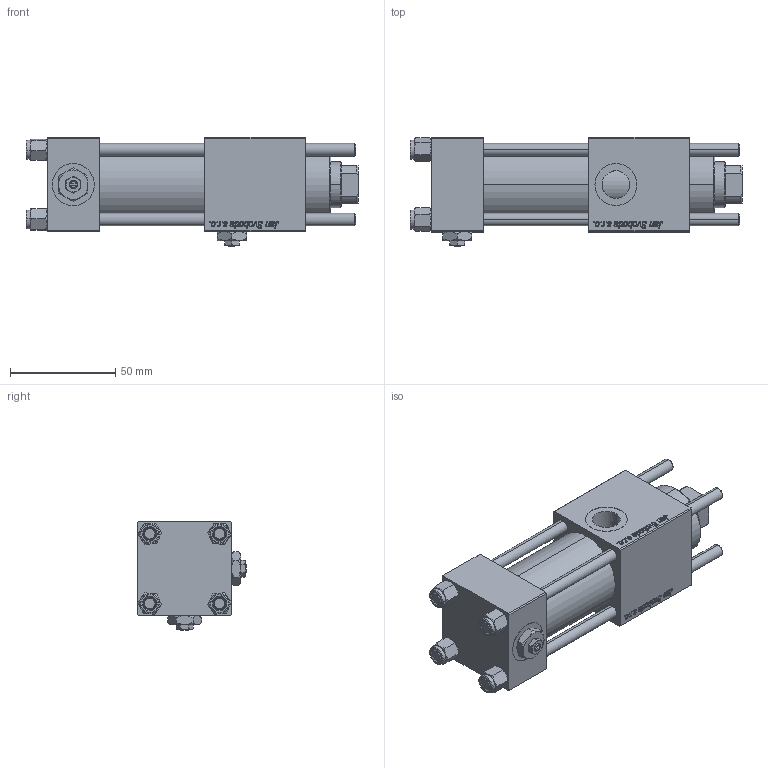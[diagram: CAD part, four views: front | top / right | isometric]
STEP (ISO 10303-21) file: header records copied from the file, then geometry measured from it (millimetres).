
FILE_DESCRIPTION (( 'STEP AP203' ), '1' );
FILE_NAME ('de50.STEP', '2024-02-19T09:05:41', ( '' ), ( '' ), 'SwSTEP 2.0', 'SolidWorks 2019', '' );
FILE_SCHEMA (( 'CONFIG_CONTROL_DESIGN' ));
Length unit declared in the file: millimetre
Products named in the file (7): V215_VC_A b62ead972be44559e13682aef4f2f7d8; V215CR_B_TYCINKA b62ead972be44559e13682aef4f2f7d8; NUT_M5_B b62ead972be44559e13682aef4f2f7d8; Zatka_pro_OIL_PORT b62ead972be44559e13682aef4f2f7d8; V215CR_VCP_B b62ead972be44559e13682aef4f2f7d8; V215CR_B-1 b62ead972be44559e13682aef4f2f7d8; de50
Assembly tree (13 placements, depth 2):
  de50
    V215CR_B-1 b62ead972be44559e13682aef4f2f7d8
    V215CR_VCP_B b62ead972be44559e13682aef4f2f7d8
    NUT_M5_B b62ead972be44559e13682aef4f2f7d8  x4
    V215CR_B_TYCINKA b62ead972be44559e13682aef4f2f7d8  x4
    V215_VC_A b62ead972be44559e13682aef4f2f7d8
    Zatka_pro_OIL_PORT b62ead972be44559e13682aef4f2f7d8  x2
Bounding box: 158 x 52 x 52 mm (x, y, z)
Volume: 212410.3 mm3; surface area: 78687.7 mm2
Topology: 13 solids, 13 shells, 1256 faces, 3162 edges, 2039 vertices
Faces by surface type: bspline 504, plane 476, cone 178, cylinder 90, torus 8
Entity records: 58791 total; most frequent: CARTESIAN_POINT 34676, ORIENTED_EDGE 5624, DIRECTION 3154, EDGE_CURVE 2812, VERTEX_POINT 1837, VECTOR 1492, LINE 1492, EDGE_LOOP 1223
